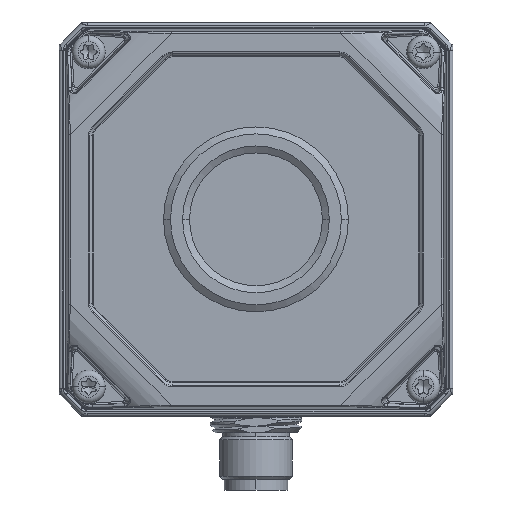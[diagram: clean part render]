
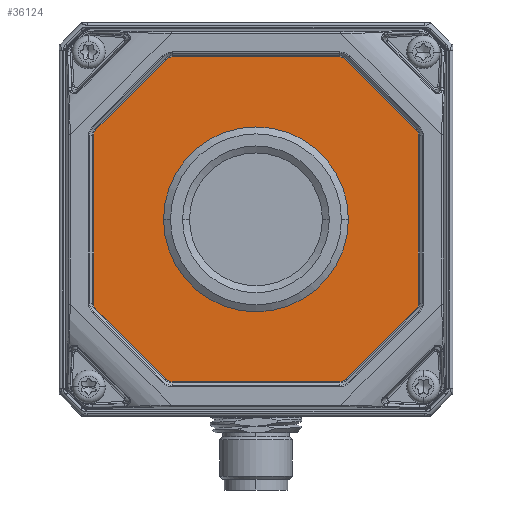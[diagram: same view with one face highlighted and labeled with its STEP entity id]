
A CAD part, left-side view. The second image highlights one B-rep face of the part: STEP entity #36124.
In plain terms, the highlighted planar face has unit normal (-1, 0, 0).
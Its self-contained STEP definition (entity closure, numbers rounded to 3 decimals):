
#6445=CARTESIAN_POINT('',(-24.7,-25.5,13.879));
#6446=DIRECTION('',(1.,0.,0.));
#6447=DIRECTION('',(0.,-0.707,0.707));
#6448=AXIS2_PLACEMENT_3D('',#6445,#6446,#6447);
#6450=DIRECTION('',(0.,0.,-1.));
#6451=VECTOR('',#6450,27.757);
#6452=CARTESIAN_POINT('',(-24.7,-26.891,13.879));
#6453=LINE('',#6452,#6451);
#6454=CARTESIAN_POINT('',(-24.7,-25.5,-13.879));
#6455=DIRECTION('',(1.,0.,0.));
#6456=DIRECTION('',(0.,-1.,0.));
#6457=AXIS2_PLACEMENT_3D('',#6454,#6455,#6456);
#6459=DIRECTION('',(0.,0.707,-0.707));
#6460=VECTOR('',#6459,16.435);
#6461=CARTESIAN_POINT('',(-24.7,-26.484,-14.863));
#6462=LINE('',#6461,#6460);
#6463=CARTESIAN_POINT('',(-24.7,-13.879,-25.5));
#6464=DIRECTION('',(1.,0.,0.));
#6465=DIRECTION('',(0.,-0.707,-0.707));
#6466=AXIS2_PLACEMENT_3D('',#6463,#6464,#6465);
#6468=DIRECTION('',(0.,1.,0.));
#6469=VECTOR('',#6468,27.757);
#6470=CARTESIAN_POINT('',(-24.7,-13.879,-26.891));
#6471=LINE('',#6470,#6469);
#6472=CARTESIAN_POINT('',(-24.7,13.879,-25.5));
#6473=DIRECTION('',(1.,0.,0.));
#6474=DIRECTION('',(0.,0.,-1.));
#6475=AXIS2_PLACEMENT_3D('',#6472,#6473,#6474);
#6477=DIRECTION('',(0.,0.707,0.707));
#6478=VECTOR('',#6477,16.435);
#6479=CARTESIAN_POINT('',(-24.7,14.863,-26.484));
#6480=LINE('',#6479,#6478);
#6481=CARTESIAN_POINT('',(-24.7,25.5,-13.879));
#6482=DIRECTION('',(1.,0.,0.));
#6483=DIRECTION('',(0.,0.707,-0.707));
#6484=AXIS2_PLACEMENT_3D('',#6481,#6482,#6483);
#6486=DIRECTION('',(0.,0.,1.));
#6487=VECTOR('',#6486,27.757);
#6488=CARTESIAN_POINT('',(-24.7,26.891,-13.879));
#6489=LINE('',#6488,#6487);
#6490=CARTESIAN_POINT('',(-24.7,25.5,13.879));
#6491=DIRECTION('',(1.,0.,0.));
#6492=DIRECTION('',(0.,1.,0.));
#6493=AXIS2_PLACEMENT_3D('',#6490,#6491,#6492);
#6495=DIRECTION('',(0.,-0.707,0.707));
#6496=VECTOR('',#6495,16.435);
#6497=CARTESIAN_POINT('',(-24.7,26.484,14.863));
#6498=LINE('',#6497,#6496);
#6499=CARTESIAN_POINT('',(-24.7,13.879,25.5));
#6500=DIRECTION('',(1.,0.,0.));
#6501=DIRECTION('',(0.,0.707,0.707));
#6502=AXIS2_PLACEMENT_3D('',#6499,#6500,#6501);
#6504=DIRECTION('',(0.,-1.,0.));
#6505=VECTOR('',#6504,27.757);
#6506=CARTESIAN_POINT('',(-24.7,13.879,26.891));
#6507=LINE('',#6506,#6505);
#6508=CARTESIAN_POINT('',(-24.7,-13.879,25.5));
#6509=DIRECTION('',(1.,0.,0.));
#6510=DIRECTION('',(0.,0.,1.));
#6511=AXIS2_PLACEMENT_3D('',#6508,#6509,#6510);
#6513=DIRECTION('',(0.,-0.707,-0.707));
#6514=VECTOR('',#6513,16.435);
#6515=CARTESIAN_POINT('',(-24.7,-14.863,26.484));
#6516=LINE('',#6515,#6514);
#6517=CARTESIAN_POINT('',(-24.7,0.,0.));
#6518=DIRECTION('',(1.,0.,0.));
#6519=DIRECTION('',(0.,-1.,0.));
#6520=AXIS2_PLACEMENT_3D('',#6517,#6518,#6519);
#6522=CARTESIAN_POINT('',(-24.7,0.,0.));
#6523=DIRECTION('',(1.,0.,0.));
#6524=DIRECTION('',(0.,1.,0.));
#6525=AXIS2_PLACEMENT_3D('',#6522,#6523,#6524);
#23766=CARTESIAN_POINT('',(-24.7,-26.484,14.863));
#23767=CARTESIAN_POINT('',(-24.7,-26.891,13.879));
#23768=VERTEX_POINT('',#23766);
#23769=VERTEX_POINT('',#23767);
#23774=CARTESIAN_POINT('',(-24.7,-26.891,-13.879));
#23775=VERTEX_POINT('',#23774);
#23778=CARTESIAN_POINT('',(-24.7,-26.484,-14.863));
#23779=VERTEX_POINT('',#23778);
#23782=CARTESIAN_POINT('',(-24.7,-14.863,-26.484));
#23783=VERTEX_POINT('',#23782);
#23786=CARTESIAN_POINT('',(-24.7,-13.879,-26.891));
#23787=VERTEX_POINT('',#23786);
#23790=CARTESIAN_POINT('',(-24.7,13.879,-26.891));
#23791=VERTEX_POINT('',#23790);
#23794=CARTESIAN_POINT('',(-24.7,14.863,-26.484));
#23795=VERTEX_POINT('',#23794);
#23798=CARTESIAN_POINT('',(-24.7,26.484,-14.863));
#23799=VERTEX_POINT('',#23798);
#23802=CARTESIAN_POINT('',(-24.7,26.891,-13.879));
#23803=VERTEX_POINT('',#23802);
#23806=CARTESIAN_POINT('',(-24.7,26.891,13.879));
#23807=VERTEX_POINT('',#23806);
#23810=CARTESIAN_POINT('',(-24.7,26.484,14.863));
#23811=VERTEX_POINT('',#23810);
#23814=CARTESIAN_POINT('',(-24.7,14.863,26.484));
#23815=VERTEX_POINT('',#23814);
#23818=CARTESIAN_POINT('',(-24.7,13.879,26.891));
#23819=VERTEX_POINT('',#23818);
#23822=CARTESIAN_POINT('',(-24.7,-13.879,26.891));
#23823=VERTEX_POINT('',#23822);
#23826=CARTESIAN_POINT('',(-24.7,-14.863,26.484));
#23827=VERTEX_POINT('',#23826);
#26885=CARTESIAN_POINT('',(-24.7,-15.3,0.));
#26886=CARTESIAN_POINT('',(-24.7,15.3,0.));
#26887=VERTEX_POINT('',#26885);
#26888=VERTEX_POINT('',#26886);
#36080=CARTESIAN_POINT('',(-24.7,0.,0.));
#36081=DIRECTION('',(-1.,0.,0.));
#36082=DIRECTION('',(0.,-1.,0.));
#36083=AXIS2_PLACEMENT_3D('',#36080,#36081,#36082);
#36084=PLANE('',#36083);
#36086=ORIENTED_EDGE('',*,*,#36085,.T.);
#36088=ORIENTED_EDGE('',*,*,#36087,.T.);
#36090=ORIENTED_EDGE('',*,*,#36089,.T.);
#36092=ORIENTED_EDGE('',*,*,#36091,.T.);
#36094=ORIENTED_EDGE('',*,*,#36093,.T.);
#36096=ORIENTED_EDGE('',*,*,#36095,.T.);
#36098=ORIENTED_EDGE('',*,*,#36097,.T.);
#36100=ORIENTED_EDGE('',*,*,#36099,.T.);
#36102=ORIENTED_EDGE('',*,*,#36101,.T.);
#36104=ORIENTED_EDGE('',*,*,#36103,.T.);
#36106=ORIENTED_EDGE('',*,*,#36105,.T.);
#36108=ORIENTED_EDGE('',*,*,#36107,.T.);
#36110=ORIENTED_EDGE('',*,*,#36109,.T.);
#36112=ORIENTED_EDGE('',*,*,#36111,.T.);
#36113=ORIENTED_EDGE('',*,*,#36070,.T.);
#36115=ORIENTED_EDGE('',*,*,#36114,.T.);
#36116=EDGE_LOOP('',(#36086,#36088,#36090,#36092,#36094,#36096,#36098,#36100,
#36102,#36104,#36106,#36108,#36110,#36112,#36113,#36115));
#36117=FACE_OUTER_BOUND('',#36116,.F.);
#36119=ORIENTED_EDGE('',*,*,#36118,.F.);
#36121=ORIENTED_EDGE('',*,*,#36120,.F.);
#36122=EDGE_LOOP('',(#36119,#36121));
#36123=FACE_BOUND('',#36122,.F.);
#36124=ADVANCED_FACE('',(#36117,#36123),#36084,.T.);
#6449=CIRCLE('',#6448,1.391);
#6458=CIRCLE('',#6457,1.391);
#6467=CIRCLE('',#6466,1.391);
#6476=CIRCLE('',#6475,1.391);
#6485=CIRCLE('',#6484,1.391);
#6494=CIRCLE('',#6493,1.391);
#6503=CIRCLE('',#6502,1.391);
#6512=CIRCLE('',#6511,1.391);
#6521=CIRCLE('',#6520,15.3);
#6526=CIRCLE('',#6525,15.3);
#36070=EDGE_CURVE('',#23823,#23827,#6512,.T.);
#36085=EDGE_CURVE('',#23768,#23769,#6449,.T.);
#36087=EDGE_CURVE('',#23769,#23775,#6453,.T.);
#36089=EDGE_CURVE('',#23775,#23779,#6458,.T.);
#36091=EDGE_CURVE('',#23779,#23783,#6462,.T.);
#36093=EDGE_CURVE('',#23783,#23787,#6467,.T.);
#36095=EDGE_CURVE('',#23787,#23791,#6471,.T.);
#36097=EDGE_CURVE('',#23791,#23795,#6476,.T.);
#36099=EDGE_CURVE('',#23795,#23799,#6480,.T.);
#36101=EDGE_CURVE('',#23799,#23803,#6485,.T.);
#36103=EDGE_CURVE('',#23803,#23807,#6489,.T.);
#36105=EDGE_CURVE('',#23807,#23811,#6494,.T.);
#36107=EDGE_CURVE('',#23811,#23815,#6498,.T.);
#36109=EDGE_CURVE('',#23815,#23819,#6503,.T.);
#36111=EDGE_CURVE('',#23819,#23823,#6507,.T.);
#36114=EDGE_CURVE('',#23827,#23768,#6516,.T.);
#36118=EDGE_CURVE('',#26887,#26888,#6521,.T.);
#36120=EDGE_CURVE('',#26888,#26887,#6526,.T.);
